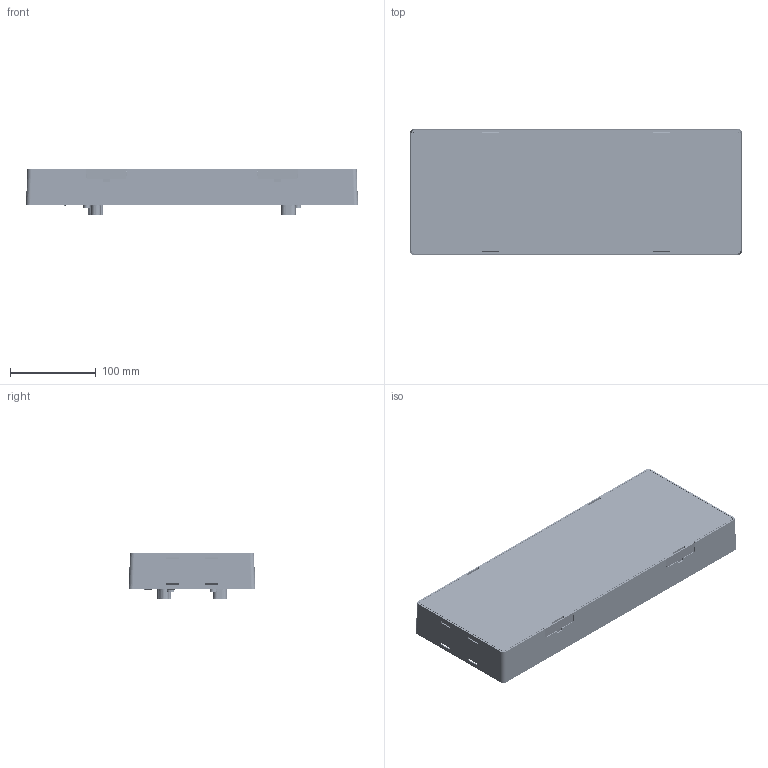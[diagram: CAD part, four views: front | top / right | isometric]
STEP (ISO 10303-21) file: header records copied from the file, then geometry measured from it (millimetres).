
FILE_DESCRIPTION(('',''),'2;1');
FILE_NAME('','',('none'),('none'),'','','none');
FILE_SCHEMA(('AUTOMOTIVE_DESIGN { 1 0 10303 214 1 1 1 1 }'));
Products named in the file (1): ELX-SLX_ASM_AllCATPart
Bounding box: 387.79 x 147.79 x 54.5 mm (x, y, z)
Volume: 513457.4 mm3; surface area: 581417.2 mm2
Topology: 35 solids, 49 shells, 14603 faces, 40893 edges, 26768 vertices
Faces by surface type: plane 11219, cylinder 1907, bspline 481, torus 408, cone 329, sphere 152, extrusion 75, revolution 32
Entity records: 504480 total; most frequent: CARTESIAN_POINT 139864, ORIENTED_EDGE 81300, DIRECTION 64382, EDGE_CURVE 40650, VECTOR 33057, LINE 32982, VERTEX_POINT 26768, AXIS2_PLACEMENT_3D 17282
